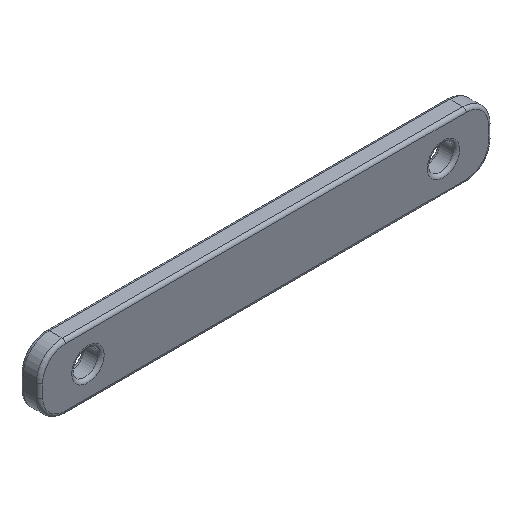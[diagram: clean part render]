
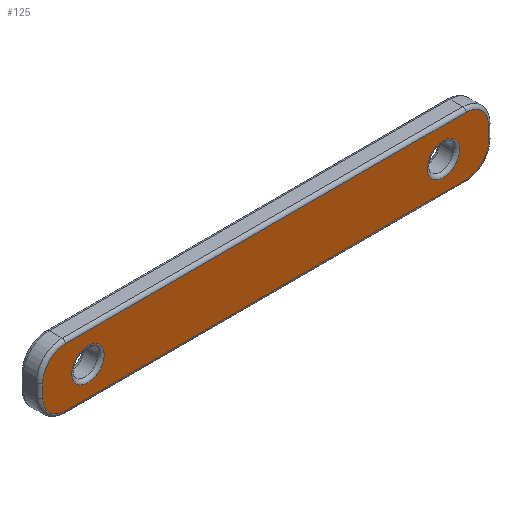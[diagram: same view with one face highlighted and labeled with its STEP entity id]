
A CAD part, isometric view. The second image highlights one B-rep face of the part: STEP entity #125.
In plain terms, the highlighted planar face has unit normal (0, -1, 0).
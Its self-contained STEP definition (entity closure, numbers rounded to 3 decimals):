
#67=FACE_BOUND('',#191,.T.);
#68=FACE_BOUND('',#192,.T.);
#69=FACE_BOUND('',#193,.T.);
#88=CIRCLE('',#520,2.5);
#89=CIRCLE('',#521,2.5);
#90=CIRCLE('',#522,3.5);
#91=CIRCLE('',#523,3.5);
#92=CIRCLE('',#524,3.5);
#93=CIRCLE('',#525,3.5);
#125=ADVANCED_FACE('',(#67,#68,#69),#155,.F.);
#155=PLANE('',#526);
#191=EDGE_LOOP('',(#252));
#192=EDGE_LOOP('',(#253));
#193=EDGE_LOOP('',(#254,#255,#256,#257,#258,#259,#260,#261));
#252=ORIENTED_EDGE('',*,*,#420,.T.);
#253=ORIENTED_EDGE('',*,*,#421,.T.);
#254=ORIENTED_EDGE('',*,*,#422,.T.);
#255=ORIENTED_EDGE('',*,*,#423,.T.);
#256=ORIENTED_EDGE('',*,*,#424,.T.);
#257=ORIENTED_EDGE('',*,*,#425,.T.);
#258=ORIENTED_EDGE('',*,*,#426,.T.);
#259=ORIENTED_EDGE('',*,*,#427,.T.);
#260=ORIENTED_EDGE('',*,*,#428,.T.);
#261=ORIENTED_EDGE('',*,*,#429,.T.);
#380=VERTEX_POINT('',#814);
#381=VERTEX_POINT('',#816);
#382=VERTEX_POINT('',#818);
#383=VERTEX_POINT('',#819);
#384=VERTEX_POINT('',#821);
#385=VERTEX_POINT('',#823);
#386=VERTEX_POINT('',#825);
#387=VERTEX_POINT('',#827);
#388=VERTEX_POINT('',#829);
#389=VERTEX_POINT('',#831);
#420=EDGE_CURVE('',#380,#380,#88,.T.);
#421=EDGE_CURVE('',#381,#381,#89,.T.);
#422=EDGE_CURVE('',#382,#383,#474,.T.);
#423=EDGE_CURVE('',#383,#384,#90,.T.);
#424=EDGE_CURVE('',#384,#385,#475,.T.);
#425=EDGE_CURVE('',#385,#386,#91,.T.);
#426=EDGE_CURVE('',#386,#387,#476,.T.);
#427=EDGE_CURVE('',#387,#388,#92,.T.);
#428=EDGE_CURVE('',#388,#389,#477,.T.);
#429=EDGE_CURVE('',#389,#382,#93,.T.);
#474=LINE('',#817,#498);
#475=LINE('',#822,#499);
#476=LINE('',#826,#500);
#477=LINE('',#830,#501);
#498=VECTOR('',#635,1.);
#499=VECTOR('',#638,1.);
#500=VECTOR('',#641,1.);
#501=VECTOR('',#644,1.);
#520=AXIS2_PLACEMENT_3D('',#813,#631,#632);
#521=AXIS2_PLACEMENT_3D('',#815,#633,#634);
#522=AXIS2_PLACEMENT_3D('',#820,#636,#637);
#523=AXIS2_PLACEMENT_3D('',#824,#639,#640);
#524=AXIS2_PLACEMENT_3D('',#828,#642,#643);
#525=AXIS2_PLACEMENT_3D('',#832,#645,#646);
#526=AXIS2_PLACEMENT_3D('',#833,#647,#648);
#631=DIRECTION('',(0.,1.,0.));
#632=DIRECTION('',(0.,0.,1.));
#633=DIRECTION('',(0.,1.,0.));
#634=DIRECTION('',(0.,0.,1.));
#635=DIRECTION('',(0.,0.,-1.));
#636=DIRECTION('',(0.,-1.,0.));
#637=DIRECTION('',(0.,0.,1.));
#638=DIRECTION('',(1.,0.,0.));
#639=DIRECTION('',(0.,-1.,0.));
#640=DIRECTION('',(0.,0.,1.));
#641=DIRECTION('',(0.,0.,1.));
#642=DIRECTION('',(0.,-1.,0.));
#643=DIRECTION('',(0.,0.,1.));
#644=DIRECTION('',(-1.,0.,0.));
#645=DIRECTION('',(0.,-1.,0.));
#646=DIRECTION('',(0.,0.,1.));
#647=DIRECTION('',(0.,1.,0.));
#648=DIRECTION('',(0.,0.,1.));
#813=CARTESIAN_POINT('',(7.5,0.,5.));
#814=CARTESIAN_POINT('',(7.5,0.,7.5));
#815=CARTESIAN_POINT('',(62.5,0.,5.));
#816=CARTESIAN_POINT('',(62.5,0.,7.5));
#817=CARTESIAN_POINT('',(0.5,0.,4.));
#818=CARTESIAN_POINT('',(0.5,0.,6.));
#819=CARTESIAN_POINT('',(0.5,0.,4.));
#820=CARTESIAN_POINT('',(4.,0.,4.));
#821=CARTESIAN_POINT('',(4.,0.,0.5));
#822=CARTESIAN_POINT('',(66.,0.,0.5));
#823=CARTESIAN_POINT('',(66.,0.,0.5));
#824=CARTESIAN_POINT('',(66.,0.,4.));
#825=CARTESIAN_POINT('',(69.5,0.,4.));
#826=CARTESIAN_POINT('',(69.5,0.,6.));
#827=CARTESIAN_POINT('',(69.5,0.,6.));
#828=CARTESIAN_POINT('',(66.,0.,6.));
#829=CARTESIAN_POINT('',(66.,0.,9.5));
#830=CARTESIAN_POINT('',(4.,0.,9.5));
#831=CARTESIAN_POINT('',(4.,0.,9.5));
#832=CARTESIAN_POINT('',(4.,0.,6.));
#833=CARTESIAN_POINT('',(62.5,0.,5.));
